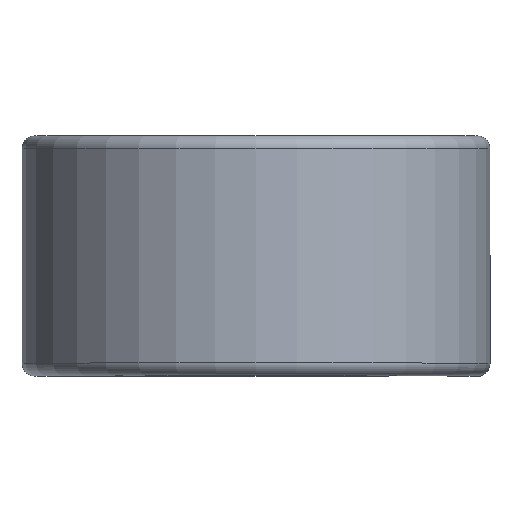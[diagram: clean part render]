
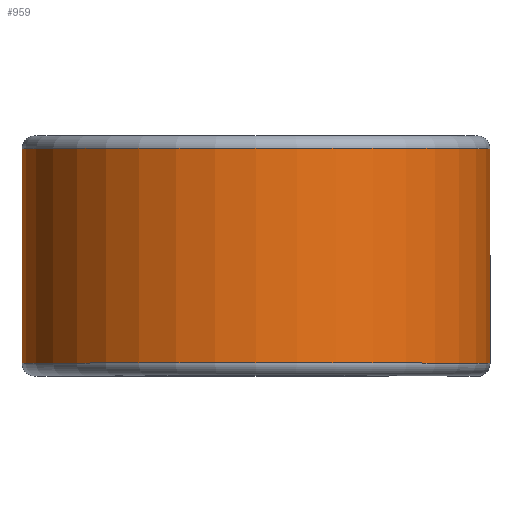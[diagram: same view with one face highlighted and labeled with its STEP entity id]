
A CAD part, top view. The second image highlights one B-rep face of the part: STEP entity #959.
In plain terms, the highlighted cylindrical face has radius 13.919 mm (diameter 27.838 mm), a partial arc.
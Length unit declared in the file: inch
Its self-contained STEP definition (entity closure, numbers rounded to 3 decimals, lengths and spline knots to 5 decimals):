
#80 = CYLINDRICAL_SURFACE ( 'NONE', #726, 0.548 ) ;
#130 = EDGE_CURVE ( 'NONE', #1410, #2104, #511, .T. ) ;
#203 = CIRCLE ( 'NONE', #1003, 0.548 ) ;
#221 = EDGE_CURVE ( 'NONE', #2356, #1410, #432, .T. ) ;
#230 = EDGE_CURVE ( 'NONE', #2356, #978, #236, .T. ) ;
#236 = LINE ( 'NONE', #1894, #1933 ) ;
#246 = EDGE_CURVE ( 'NONE', #978, #2104, #203, .T. ) ;
#263 = FACE_OUTER_BOUND ( 'NONE', #1539, .T. ) ;
#391 = DIRECTION ( 'NONE',  ( 0., 0., -1. ) ) ;
#403 = CARTESIAN_POINT ( 'NONE',  ( 0., 0.25125, 0. ) ) ;
#432 = CIRCLE ( 'NONE', #1110, 0.548 ) ;
#511 = LINE ( 'NONE', #1643, #2046 ) ;
#526 = CARTESIAN_POINT ( 'NONE',  ( 0.548, 0.25125, 0. ) ) ;
#611 = ORIENTED_EDGE ( 'NONE', *, *, #130, .F. ) ;
#726 = AXIS2_PLACEMENT_3D ( 'NONE', #1427, #1585, #1252 ) ;
#805 = DIRECTION ( 'NONE',  ( 0., 1., 0. ) ) ;
#811 = CARTESIAN_POINT ( 'NONE',  ( 0., -0.25125, -0.548 ) ) ;
#959 = ADVANCED_FACE ( 'NONE', ( #263 ), #80, .T. ) ;
#978 = VERTEX_POINT ( 'NONE', #526 ) ;
#1003 = AXIS2_PLACEMENT_3D ( 'NONE', #403, #2447, #391 ) ;
#1110 = AXIS2_PLACEMENT_3D ( 'NONE', #1354, #1348, #1190 ) ;
#1190 = DIRECTION ( 'NONE',  ( 0., 0., -1. ) ) ;
#1252 = DIRECTION ( 'NONE',  ( 0., 0., -1. ) ) ;
#1348 = DIRECTION ( 'NONE',  ( 0., -1., 0. ) ) ;
#1354 = CARTESIAN_POINT ( 'NONE',  ( 0., -0.25125, 0. ) ) ;
#1410 = VERTEX_POINT ( 'NONE', #811 ) ;
#1427 = CARTESIAN_POINT ( 'NONE',  ( 0., 0.25, 0. ) ) ;
#1437 = ORIENTED_EDGE ( 'NONE', *, *, #246, .T. ) ;
#1539 = EDGE_LOOP ( 'NONE', ( #2335, #1437, #611, #2429 ) ) ;
#1585 = DIRECTION ( 'NONE',  ( 0., -1., 0. ) ) ;
#1643 = CARTESIAN_POINT ( 'NONE',  ( 0., 0.25125, -0.548 ) ) ;
#1653 = DIRECTION ( 'NONE',  ( 0., 1., 0. ) ) ;
#1894 = CARTESIAN_POINT ( 'NONE',  ( 0.548, 0.25125, 0. ) ) ;
#1933 = VECTOR ( 'NONE', #805, 39.37008 ) ;
#2046 = VECTOR ( 'NONE', #1653, 39.37008 ) ;
#2104 = VERTEX_POINT ( 'NONE', #2220 ) ;
#2220 = CARTESIAN_POINT ( 'NONE',  ( 0., 0.25125, -0.548 ) ) ;
#2300 = CARTESIAN_POINT ( 'NONE',  ( 0.548, -0.25125, 0. ) ) ;
#2335 = ORIENTED_EDGE ( 'NONE', *, *, #230, .T. ) ;
#2356 = VERTEX_POINT ( 'NONE', #2300 ) ;
#2429 = ORIENTED_EDGE ( 'NONE', *, *, #221, .F. ) ;
#2447 = DIRECTION ( 'NONE',  ( 0., -1., 0. ) ) ;
